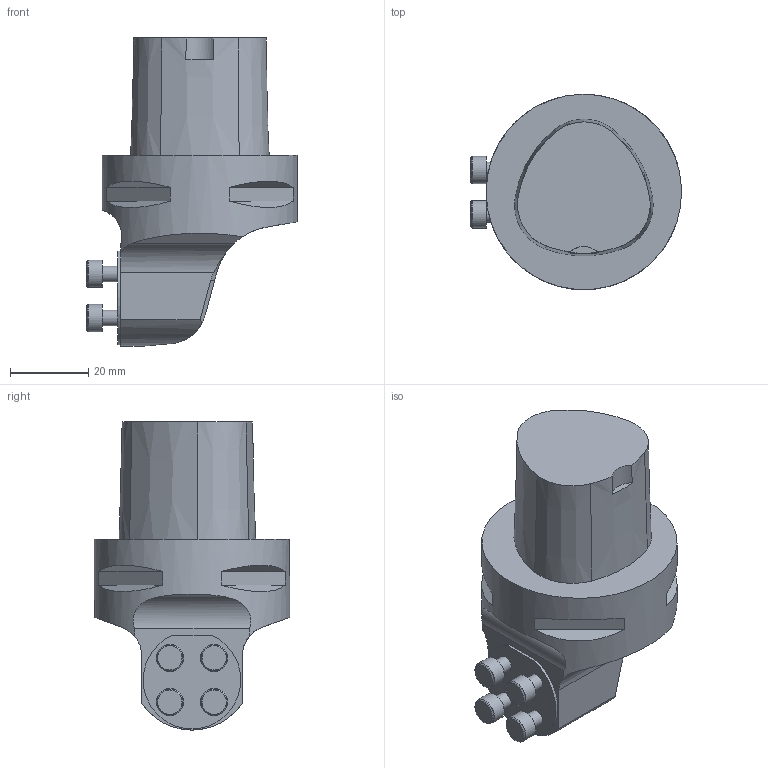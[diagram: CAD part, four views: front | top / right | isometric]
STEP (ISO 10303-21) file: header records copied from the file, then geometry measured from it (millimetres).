
FILE_DESCRIPTION(/* description */ (''),/* implementation_level */ '2;1');
FILE_NAME(/* name */ '1524210943567.stp',/* time_stamp */ '2018-04-20T09:55:52+02:00',/* author */ (''),/* organization */ ('SMS'),/* preprocessor_version */ 'ST-DEVELOPER v15',/* originating_system */ 'SIEMENS PLM Software NX 8.5',/* authorisation */ '');
FILE_SCHEMA (('AUTOMOTIVE_DESIGN { 1 0 10303 214 3 1 1 1 }'));
Length unit declared in the file: millimetre
Products named in the file (1): 201578910mod000_00
Bounding box: 53.98 x 50 x 78.8 mm (x, y, z)
Volume: 84170.6 mm3; surface area: 13159.1 mm2
Topology: 1 solids, 1 shells, 72 faces, 163 edges, 109 vertices
Faces by surface type: plane 35, cylinder 19, cone 10, torus 8
Full cylindrical faces by diameter (mm): 4 x4, 7 x4, 50 x1
Entity records: 1972 total; most frequent: CARTESIAN_POINT 383, DIRECTION 343, ORIENTED_EDGE 268, AXIS2_PLACEMENT_3D 148, EDGE_CURVE 134, EDGE_LOOP 107, VERTEX_POINT 99, ADVANCED_FACE 72
